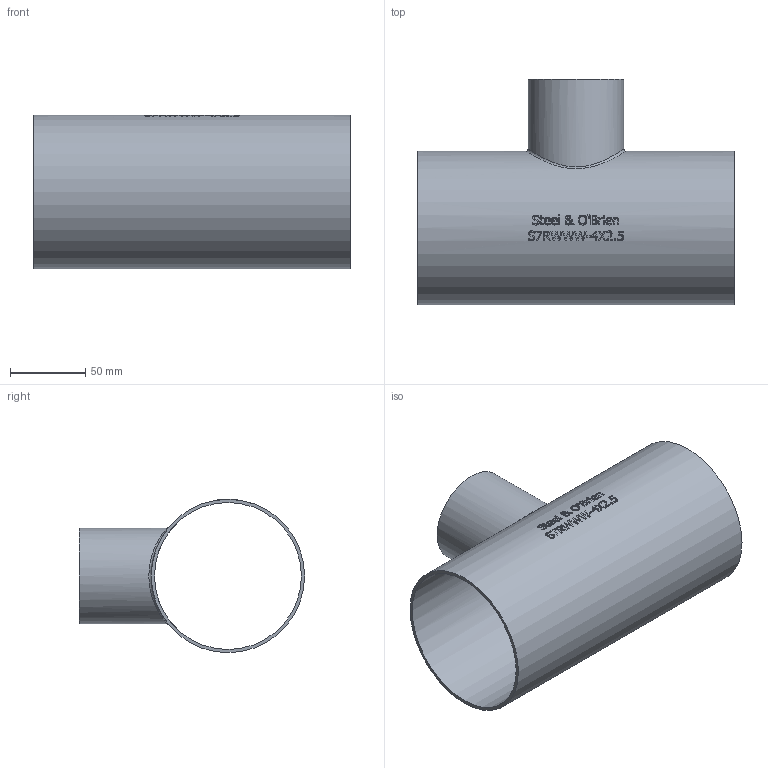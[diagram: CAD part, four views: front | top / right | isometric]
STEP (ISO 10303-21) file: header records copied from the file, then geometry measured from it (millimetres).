
FILE_DESCRIPTION(/* description */ (''),/* implementation_level */ '2;1');
FILE_NAME(/* name */ 'S7RWWW-4X2.5.stp',/* time_stamp */ '2018-11-28T13:57:26-05:00',/* author */ ('ken'),/* organization */ (''),/* preprocessor_version */ 'ST-DEVELOPER v15.2',/* originating_system */ 'Autodesk Inventor 2014',/* authorisation */ '');
FILE_SCHEMA (('AUTOMOTIVE_DESIGN { 1 0 10303 214 3 1 1 }'));
Length unit declared in the file: inch
Products named in the file (1): S7RWWW-4X2.5
Bounding box: 209.55 x 149.22 x 101.6 mm (x, y, z)
Volume: 148499.2 mm3; surface area: 147248.7 mm2
Topology: 1 solids, 1 shells, 398 faces, 1081 edges, 721 vertices
Faces by surface type: plane 191, bspline 167, cylinder 40
Full cylindrical faces by diameter (mm): 60.198 x1, 63.5 x1, 97.384 x1, 101.6 x1
Entity records: 15567 total; most frequent: CARTESIAN_POINT 6434, ORIENTED_EDGE 2144, DIRECTION 1414, EDGE_CURVE 1072, VERTEX_POINT 717, LINE 524, VECTOR 524, AXIS2_PLACEMENT_3D 445
